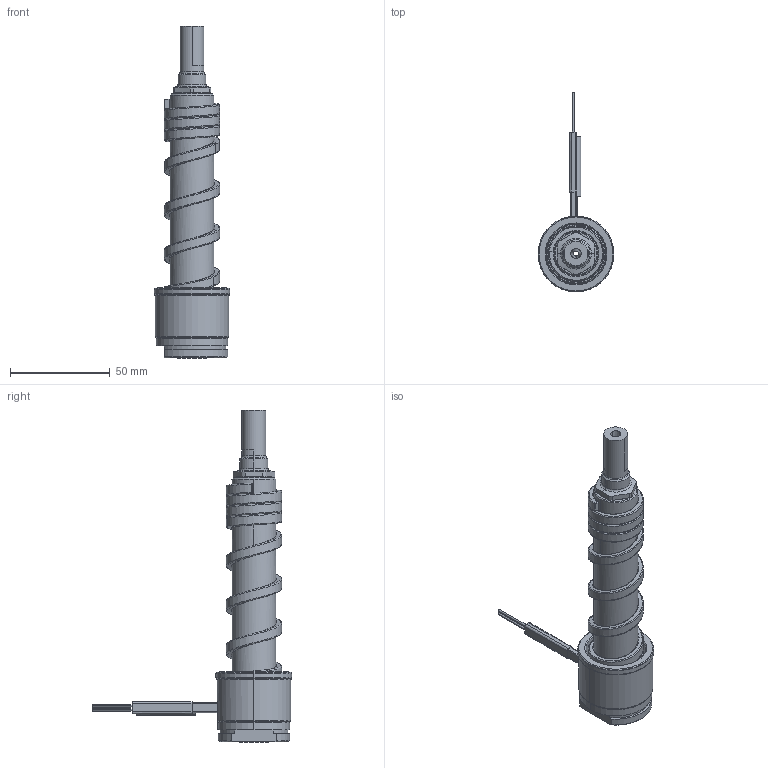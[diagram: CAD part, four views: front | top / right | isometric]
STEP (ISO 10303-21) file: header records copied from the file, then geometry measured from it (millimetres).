
FILE_DESCRIPTION((''),'2;1');
FILE_NAME('LS-146-AEM-H','2016-08-30T',('砐錪賧瘔蠈錪'),('IMID'),'PRO/ENGINEER BY PARAMETRIC TECHNOLOGY CORPORATION, 2015070','PRO/ENGINEER BY PARAMETRIC TECHNOLOGY CORPORATION, 2015070','');
FILE_SCHEMA(('CONFIG_CONTROL_DESIGN'));
Length unit declared in the file: millimetre
Products named in the file (1): LS-146-AEM-H
Bounding box: 38 x 100 x 166 mm (x, y, z)
Volume: 75916.3 mm3; surface area: 33813.4 mm2
Topology: 1 solids, 9 shells, 329 faces, 812 edges, 479 vertices
Faces by surface type: cylinder 108, cone 63, bspline 58, plane 48, torus 33, revolution 9, extrusion 8, sphere 2
Entity records: 18551 total; most frequent: CARTESIAN_POINT 11086, ORIENTED_EDGE 1584, DIRECTION 1480, EDGE_CURVE 804, AXIS2_PLACEMENT_3D 591, VERTEX_POINT 479, EDGE_LOOP 353, CIRCLE 336
